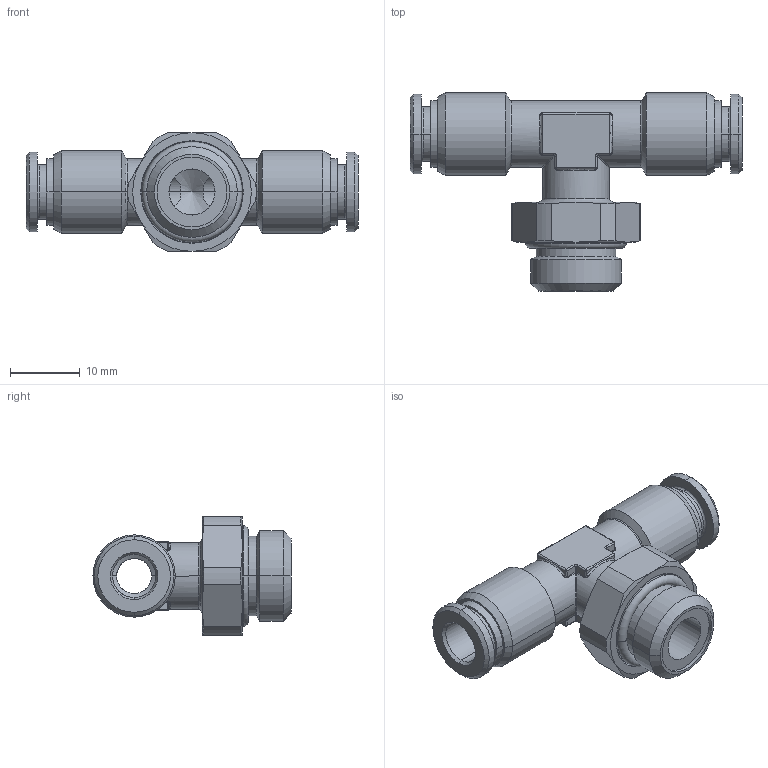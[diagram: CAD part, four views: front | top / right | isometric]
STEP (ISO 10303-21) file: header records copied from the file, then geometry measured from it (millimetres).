
FILE_DESCRIPTION((''),'2;1');
FILE_NAME('382063B_921X4-6F-1-4','2013-01-23T',('avs326'),(''),'PRO/ENGINEER BY PARAMETRIC TECHNOLOGY CORPORATION, 2011490','PRO/ENGINEER BY PARAMETRIC TECHNOLOGY CORPORATION, 2011490','');
FILE_SCHEMA(('CONFIG_CONTROL_DESIGN'));
Length unit declared in the file: millimetre
Products named in the file (1): 382063B_921X4-6F-1-4
Bounding box: 47.6 x 28.4 x 17 mm (x, y, z)
Volume: 4855.2 mm3; surface area: 4926.4 mm2
Topology: 2 solids, 2 shells, 272 faces, 613 edges, 347 vertices
Faces by surface type: cylinder 96, cone 54, plane 48, torus 36, bspline 22, sphere 16
Entity records: 8976 total; most frequent: CARTESIAN_POINT 2905, DIRECTION 1353, ORIENTED_EDGE 1222, EDGE_CURVE 611, AXIS2_PLACEMENT_3D 576, VERTEX_POINT 347, CIRCLE 326, EDGE_LOOP 290
